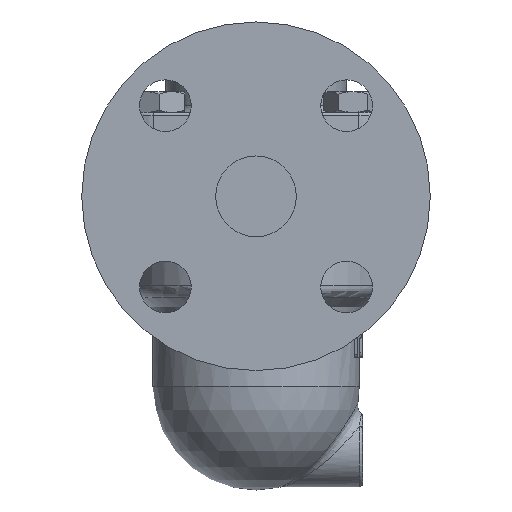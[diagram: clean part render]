
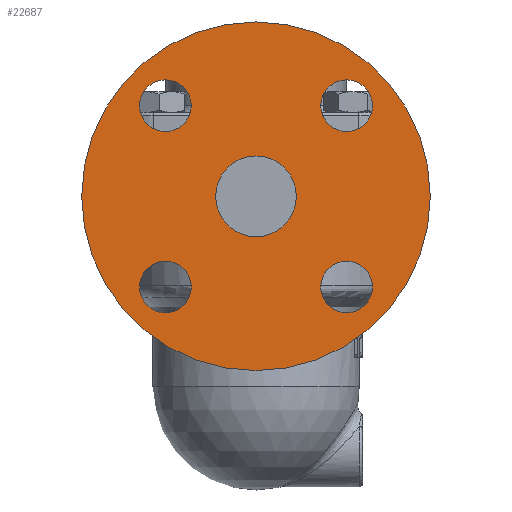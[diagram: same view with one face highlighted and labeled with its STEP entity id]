
A CAD part, left-side view. The second image highlights one B-rep face of the part: STEP entity #22687.
In plain terms, the highlighted planar face has unit normal (-1, 0, 0).
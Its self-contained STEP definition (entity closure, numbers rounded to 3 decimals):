
#22616=CARTESIAN_POINT('',(-99.0,0.0,-1.));
#22617=DIRECTION('',(1.0,0.0,0.0));
#22618=DIRECTION('',(0.0,0.0,-1.0));
#22619=AXIS2_PLACEMENT_3D('',#22616,#22617,#22618);
#22620=PLANE('',#22619);
#22621=CARTESIAN_POINT('',(-99.0,0.,53.));
#22622=VERTEX_POINT('',#22621);
#22623=CARTESIAN_POINT('',(-99.0,0.0,-1.));
#22624=DIRECTION('',(1.0,0.0,0.0));
#22625=DIRECTION('',(0.0,0.0,-1.0));
#22626=AXIS2_PLACEMENT_3D('',#22623,#22624,#22625);
#22627=CIRCLE('',#22626,54.0);
#22628=EDGE_CURVE('',#22622,#22622,#22627,.T.);
#22629=ORIENTED_EDGE('',*,*,#22628,.F.);
#22630=EDGE_LOOP('',(#22629));
#22631=FACE_OUTER_BOUND('',#22630,.T.);
#22632=CARTESIAN_POINT('',(-99.0,28.072,35.072));
#22633=VERTEX_POINT('',#22632);
#22634=CARTESIAN_POINT('',(-99.,28.072,27.072));
#22635=DIRECTION('',(1.0,0.0,0.0));
#22636=DIRECTION('',(0.0,0.0,1.0));
#22637=AXIS2_PLACEMENT_3D('',#22634,#22635,#22636);
#22638=CIRCLE('',#22637,8.0);
#22639=EDGE_CURVE('',#22633,#22633,#22638,.T.);
#22640=ORIENTED_EDGE('',*,*,#22639,.T.);
#22641=EDGE_LOOP('',(#22640));
#22642=FACE_BOUND('',#22641,.T.);
#22643=CARTESIAN_POINT('',(-99.0,-36.072,27.072));
#22644=VERTEX_POINT('',#22643);
#22645=CARTESIAN_POINT('',(-99.,-28.072,27.072));
#22646=DIRECTION('',(1.0,0.0,0.0));
#22647=DIRECTION('',(0.0,-1.0,0.0));
#22648=AXIS2_PLACEMENT_3D('',#22645,#22646,#22647);
#22649=CIRCLE('',#22648,8.0);
#22650=EDGE_CURVE('',#22644,#22644,#22649,.T.);
#22651=ORIENTED_EDGE('',*,*,#22650,.T.);
#22652=EDGE_LOOP('',(#22651));
#22653=FACE_BOUND('',#22652,.T.);
#22654=CARTESIAN_POINT('',(-99.0,-28.072,-37.072));
#22655=VERTEX_POINT('',#22654);
#22656=CARTESIAN_POINT('',(-99.,-28.072,-29.072));
#22657=DIRECTION('',(1.0,0.0,0.0));
#22658=DIRECTION('',(0.0,0.0,-1.0));
#22659=AXIS2_PLACEMENT_3D('',#22656,#22657,#22658);
#22660=CIRCLE('',#22659,8.0);
#22661=EDGE_CURVE('',#22655,#22655,#22660,.T.);
#22662=ORIENTED_EDGE('',*,*,#22661,.T.);
#22663=EDGE_LOOP('',(#22662));
#22664=FACE_BOUND('',#22663,.T.);
#22665=CARTESIAN_POINT('',(-99.0,36.072,-29.072));
#22666=VERTEX_POINT('',#22665);
#22667=CARTESIAN_POINT('',(-99.,28.072,-29.072));
#22668=DIRECTION('',(1.0,0.0,0.0));
#22669=DIRECTION('',(0.0,1.0,0.0));
#22670=AXIS2_PLACEMENT_3D('',#22667,#22668,#22669);
#22671=CIRCLE('',#22670,8.0);
#22672=EDGE_CURVE('',#22666,#22666,#22671,.T.);
#22673=ORIENTED_EDGE('',*,*,#22672,.T.);
#22674=EDGE_LOOP('',(#22673));
#22675=FACE_BOUND('',#22674,.T.);
#22676=CARTESIAN_POINT('',(-99.0,0.,11.5));
#22677=VERTEX_POINT('',#22676);
#22678=CARTESIAN_POINT('',(-99.0,0.0,-1.));
#22679=DIRECTION('',(1.0,0.0,0.0));
#22680=DIRECTION('',(0.0,0.0,-1.0));
#22681=AXIS2_PLACEMENT_3D('',#22678,#22679,#22680);
#22682=CIRCLE('',#22681,12.5);
#22683=EDGE_CURVE('',#22677,#22677,#22682,.T.);
#22684=ORIENTED_EDGE('',*,*,#22683,.T.);
#22685=EDGE_LOOP('',(#22684));
#22686=FACE_BOUND('',#22685,.T.);
#22687=ADVANCED_FACE('',(#22631,#22642,#22653,#22664,#22675,#22686),#22620,.F.);
